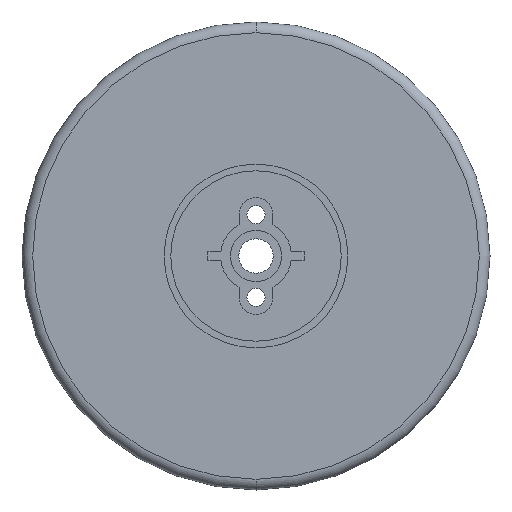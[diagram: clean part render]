
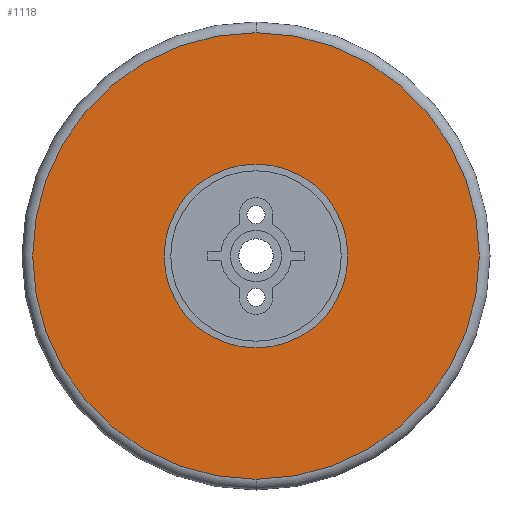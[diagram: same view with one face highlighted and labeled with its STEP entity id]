
A CAD part, front view. The second image highlights one B-rep face of the part: STEP entity #1118.
In plain terms, the highlighted planar face has unit normal (0, -1, 0).
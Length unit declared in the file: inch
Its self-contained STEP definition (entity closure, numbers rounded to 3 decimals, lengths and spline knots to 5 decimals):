
#83 = DIRECTION ( 'NONE',  ( 0., 0., 1. ) ) ;
#104 = CARTESIAN_POINT ( 'NONE',  ( 0., 0., 0.6875 ) ) ;
#117 = DIRECTION ( 'NONE',  ( 0., -1., 0. ) ) ;
#158 = EDGE_LOOP ( 'NONE', ( #550, #421 ) ) ;
#162 = CARTESIAN_POINT ( 'NONE',  ( 0., 0., 0. ) ) ;
#169 = CARTESIAN_POINT ( 'NONE',  ( 0., 0., -0.6875 ) ) ;
#222 = DIRECTION ( 'NONE',  ( 0., -1., 0. ) ) ;
#257 = AXIS2_PLACEMENT_3D ( 'NONE', #1411, #700, #1554 ) ;
#284 = DIRECTION ( 'NONE',  ( 0., 0., 1. ) ) ;
#304 = CIRCLE ( 'NONE', #1370, 0.6875 ) ;
#347 = AXIS2_PLACEMENT_3D ( 'NONE', #926, #222, #1049 ) ;
#351 = EDGE_CURVE ( 'NONE', #902, #1522, #304, .T. ) ;
#421 = ORIENTED_EDGE ( 'NONE', *, *, #1342, .T. ) ;
#455 = AXIS2_PLACEMENT_3D ( 'NONE', #1139, #789, #83 ) ;
#485 = FACE_OUTER_BOUND ( 'NONE', #158, .T. ) ;
#548 = CIRCLE ( 'NONE', #257, 0.6875 ) ;
#550 = ORIENTED_EDGE ( 'NONE', *, *, #846, .T. ) ;
#700 = DIRECTION ( 'NONE',  ( 0., -1., 0. ) ) ;
#789 = DIRECTION ( 'NONE',  ( 0., 1., 0. ) ) ;
#819 = EDGE_LOOP ( 'NONE', ( #1201, #1148 ) ) ;
#830 = CARTESIAN_POINT ( 'NONE',  ( 0., 0., 0. ) ) ;
#846 = EDGE_CURVE ( 'NONE', #1108, #1293, #933, .T. ) ;
#902 = VERTEX_POINT ( 'NONE', #104 ) ;
#926 = CARTESIAN_POINT ( 'NONE',  ( 0., 0., 0. ) ) ;
#933 = CIRCLE ( 'NONE', #1490, 1.67 ) ;
#941 = DIRECTION ( 'NONE',  ( 0., 0., -1. ) ) ;
#985 = CARTESIAN_POINT ( 'NONE',  ( 0., 0., 1.67 ) ) ;
#995 = DIRECTION ( 'NONE',  ( 0., -1., 0. ) ) ;
#1032 = CARTESIAN_POINT ( 'NONE',  ( 0., 0., -1.67 ) ) ;
#1049 = DIRECTION ( 'NONE',  ( 0., 0., 1. ) ) ;
#1108 = VERTEX_POINT ( 'NONE', #985 ) ;
#1118 = ADVANCED_FACE ( 'NONE', ( #485, #1405 ), #1529, .F. ) ;
#1129 = CIRCLE ( 'NONE', #347, 1.67 ) ;
#1139 = CARTESIAN_POINT ( 'NONE',  ( 0., 0., 0. ) ) ;
#1148 = ORIENTED_EDGE ( 'NONE', *, *, #351, .F. ) ;
#1201 = ORIENTED_EDGE ( 'NONE', *, *, #1325, .F. ) ;
#1293 = VERTEX_POINT ( 'NONE', #1032 ) ;
#1325 = EDGE_CURVE ( 'NONE', #1522, #902, #548, .T. ) ;
#1342 = EDGE_CURVE ( 'NONE', #1293, #1108, #1129, .T. ) ;
#1370 = AXIS2_PLACEMENT_3D ( 'NONE', #830, #117, #941 ) ;
#1405 = FACE_BOUND ( 'NONE', #819, .T. ) ;
#1411 = CARTESIAN_POINT ( 'NONE',  ( 0., 0., 0. ) ) ;
#1490 = AXIS2_PLACEMENT_3D ( 'NONE', #162, #995, #284 ) ;
#1522 = VERTEX_POINT ( 'NONE', #169 ) ;
#1529 = PLANE ( 'NONE',  #455 ) ;
#1554 = DIRECTION ( 'NONE',  ( 0., 0., -1. ) ) ;
